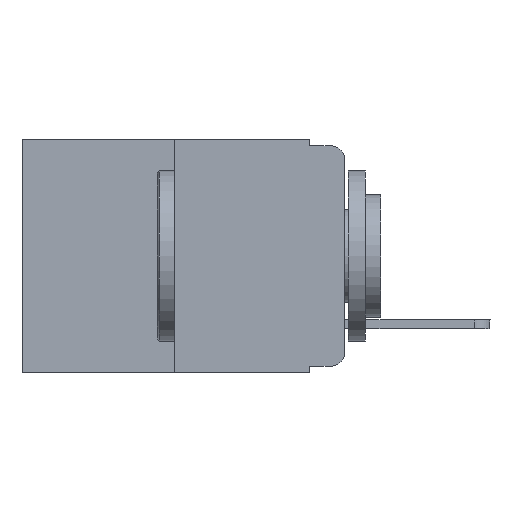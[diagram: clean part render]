
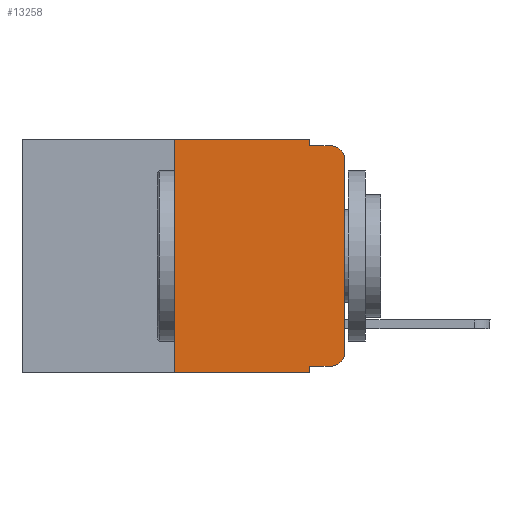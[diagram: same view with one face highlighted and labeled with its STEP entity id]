
A CAD part, left-side view. The second image highlights one B-rep face of the part: STEP entity #13258.
In plain terms, the highlighted planar face has unit normal (-1, 0, 0).
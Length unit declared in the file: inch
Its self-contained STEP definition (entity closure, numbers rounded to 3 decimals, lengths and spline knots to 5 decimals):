
#131 = EDGE_CURVE ( 'NONE', #4346, #12101, #15385, .T. ) ;
#324 = VECTOR ( 'NONE', #6354, 39.37008 ) ;
#407 = VERTEX_POINT ( 'NONE', #4860 ) ;
#484 = ORIENTED_EDGE ( 'NONE', *, *, #8415, .T. ) ;
#789 = VERTEX_POINT ( 'NONE', #6015 ) ;
#879 = ORIENTED_EDGE ( 'NONE', *, *, #15723, .F. ) ;
#895 = CARTESIAN_POINT ( 'NONE',  ( 0., 0.051, -0.01 ) ) ;
#1026 = VERTEX_POINT ( 'NONE', #5224 ) ;
#1237 = DIRECTION ( 'NONE',  ( 0., 0., -1. ) ) ;
#1845 = CARTESIAN_POINT ( 'NONE',  ( 0., 0.051, -0.01 ) ) ;
#1946 = DIRECTION ( 'NONE',  ( 0., -1., 0. ) ) ;
#2306 = CIRCLE ( 'NONE', #4467, 0.02 ) ;
#2766 = VERTEX_POINT ( 'NONE', #14144 ) ;
#3264 = VECTOR ( 'NONE', #1946, 39.37008 ) ;
#3327 = CARTESIAN_POINT ( 'NONE',  ( 0., 0.473, 0. ) ) ;
#3406 = EDGE_LOOP ( 'NONE', ( #484, #7065, #5136, #879, #8263, #10868, #14289, #3753, #8179, #15160 ) ) ;
#3499 = CARTESIAN_POINT ( 'NONE',  ( 0., 0.02, -0.01 ) ) ;
#3673 = LINE ( 'NONE', #7732, #324 ) ;
#3740 = EDGE_CURVE ( 'NONE', #3884, #407, #8198, .T. ) ;
#3753 = ORIENTED_EDGE ( 'NONE', *, *, #16391, .F. ) ;
#3884 = VERTEX_POINT ( 'NONE', #8720 ) ;
#3885 = CARTESIAN_POINT ( 'NONE',  ( 0., 0., -0.03 ) ) ;
#4199 = EDGE_CURVE ( 'NONE', #13603, #789, #12011, .T. ) ;
#4346 = VERTEX_POINT ( 'NONE', #895 ) ;
#4467 = AXIS2_PLACEMENT_3D ( 'NONE', #12744, #8773, #12643 ) ;
#4860 = CARTESIAN_POINT ( 'NONE',  ( 0., 0.02, -0.333 ) ) ;
#4870 = CARTESIAN_POINT ( 'NONE',  ( 0., 0.051, 0. ) ) ;
#5014 = VECTOR ( 'NONE', #14460, 39.37008 ) ;
#5017 = CARTESIAN_POINT ( 'NONE',  ( 0., 0.02, -0.313 ) ) ;
#5136 = ORIENTED_EDGE ( 'NONE', *, *, #131, .F. ) ;
#5224 = CARTESIAN_POINT ( 'NONE',  ( 0., 0.25, 0. ) ) ;
#5326 = CIRCLE ( 'NONE', #16313, 0.02 ) ;
#6015 = CARTESIAN_POINT ( 'NONE',  ( 0., 0.051, -0.343 ) ) ;
#6324 = VECTOR ( 'NONE', #10302, 39.37008 ) ;
#6354 = DIRECTION ( 'NONE',  ( 0., 0., -1. ) ) ;
#6949 = CARTESIAN_POINT ( 'NONE',  ( 0., 0.473, -0.343 ) ) ;
#7065 = ORIENTED_EDGE ( 'NONE', *, *, #10365, .T. ) ;
#7335 = DIRECTION ( 'NONE',  ( 0., 0., -1. ) ) ;
#7430 = VECTOR ( 'NONE', #7335, 39.37008 ) ;
#7677 = DIRECTION ( 'NONE',  ( -1., 0., 0. ) ) ;
#7732 = CARTESIAN_POINT ( 'NONE',  ( 0., 0.051, 0. ) ) ;
#8179 = ORIENTED_EDGE ( 'NONE', *, *, #3740, .T. ) ;
#8198 = LINE ( 'NONE', #16054, #11994 ) ;
#8263 = ORIENTED_EDGE ( 'NONE', *, *, #16060, .F. ) ;
#8415 = EDGE_CURVE ( 'NONE', #2766, #12317, #16327, .T. ) ;
#8648 = VECTOR ( 'NONE', #16168, 39.37008 ) ;
#8720 = CARTESIAN_POINT ( 'NONE',  ( 0., 0.051, -0.333 ) ) ;
#8773 = DIRECTION ( 'NONE',  ( -1., 0., 0. ) ) ;
#8961 = DIRECTION ( 'NONE',  ( 1., 0., 0. ) ) ;
#9184 = EDGE_CURVE ( 'NONE', #407, #2766, #5326, .T. ) ;
#9469 = CARTESIAN_POINT ( 'NONE',  ( 0., 0.25, -0.343 ) ) ;
#9892 = AXIS2_PLACEMENT_3D ( 'NONE', #11195, #8961, #15206 ) ;
#10268 = FACE_OUTER_BOUND ( 'NONE', #3406, .T. ) ;
#10302 = DIRECTION ( 'NONE',  ( 0., 0., 1. ) ) ;
#10303 = CARTESIAN_POINT ( 'NONE',  ( 0., 0.051, 0. ) ) ;
#10365 = EDGE_CURVE ( 'NONE', #12317, #12101, #2306, .T. ) ;
#10868 = ORIENTED_EDGE ( 'NONE', *, *, #14228, .F. ) ;
#11105 = CARTESIAN_POINT ( 'NONE',  ( 0., 0.25, 0. ) ) ;
#11195 = CARTESIAN_POINT ( 'NONE',  ( 0., 0.473, 0. ) ) ;
#11994 = VECTOR ( 'NONE', #12145, 39.37008 ) ;
#12011 = LINE ( 'NONE', #6949, #3264 ) ;
#12101 = VERTEX_POINT ( 'NONE', #3499 ) ;
#12145 = DIRECTION ( 'NONE',  ( 0., -1., 0. ) ) ;
#12214 = DIRECTION ( 'NONE',  ( 0., -1., 0. ) ) ;
#12317 = VERTEX_POINT ( 'NONE', #3885 ) ;
#12643 = DIRECTION ( 'NONE',  ( 0., 0., -1. ) ) ;
#12744 = CARTESIAN_POINT ( 'NONE',  ( 0., 0.02, -0.03 ) ) ;
#12855 = LINE ( 'NONE', #11105, #8648 ) ;
#12875 = VECTOR ( 'NONE', #12214, 39.37008 ) ;
#13258 = ADVANCED_FACE ( 'NONE', ( #10268 ), #16319, .F. ) ;
#13286 = VERTEX_POINT ( 'NONE', #10303 ) ;
#13603 = VERTEX_POINT ( 'NONE', #9469 ) ;
#14144 = CARTESIAN_POINT ( 'NONE',  ( 0., 0., -0.313 ) ) ;
#14228 = EDGE_CURVE ( 'NONE', #13603, #1026, #12855, .T. ) ;
#14289 = ORIENTED_EDGE ( 'NONE', *, *, #4199, .T. ) ;
#14460 = DIRECTION ( 'NONE',  ( 0., -1., 0. ) ) ;
#15160 = ORIENTED_EDGE ( 'NONE', *, *, #9184, .T. ) ;
#15206 = DIRECTION ( 'NONE',  ( 0., 0., -1. ) ) ;
#15293 = LINE ( 'NONE', #3327, #12875 ) ;
#15385 = LINE ( 'NONE', #1845, #5014 ) ;
#15529 = CARTESIAN_POINT ( 'NONE',  ( 0., 0., 0. ) ) ;
#15723 = EDGE_CURVE ( 'NONE', #13286, #4346, #16438, .T. ) ;
#16054 = CARTESIAN_POINT ( 'NONE',  ( 0., 0.051, -0.333 ) ) ;
#16060 = EDGE_CURVE ( 'NONE', #1026, #13286, #15293, .T. ) ;
#16168 = DIRECTION ( 'NONE',  ( 0., 0., 1. ) ) ;
#16313 = AXIS2_PLACEMENT_3D ( 'NONE', #5017, #7677, #1237 ) ;
#16319 = PLANE ( 'NONE',  #9892 ) ;
#16327 = LINE ( 'NONE', #15529, #6324 ) ;
#16391 = EDGE_CURVE ( 'NONE', #3884, #789, #3673, .T. ) ;
#16438 = LINE ( 'NONE', #4870, #7430 ) ;
